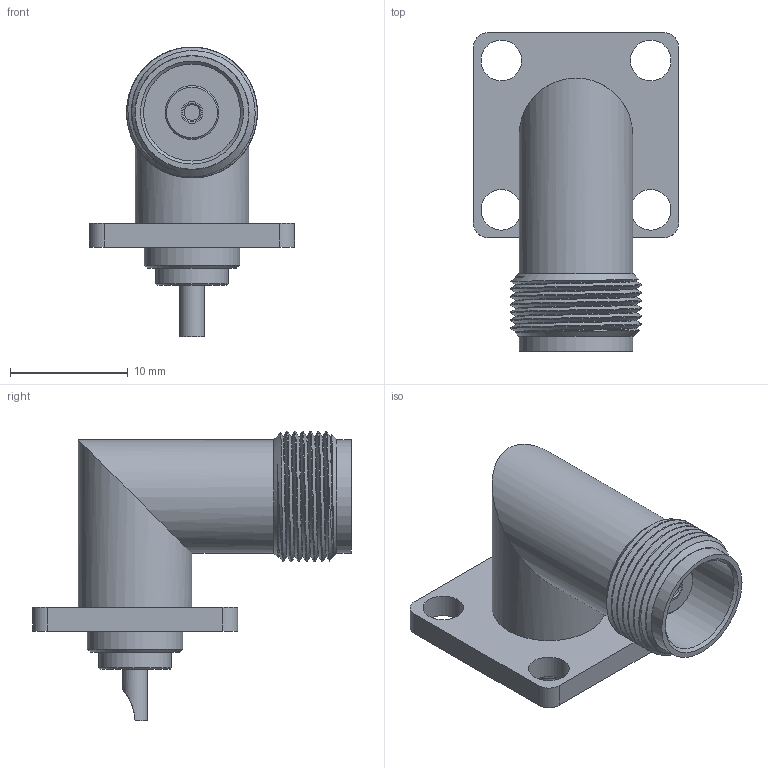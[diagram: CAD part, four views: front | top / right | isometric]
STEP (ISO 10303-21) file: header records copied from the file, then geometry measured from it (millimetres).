
FILE_DESCRIPTION (( 'STEP AP203' ), '1' );
FILE_NAME ('SC4237.step', '2020-04-06T21:02:33', ( '' ), ( '' ), 'SwSTEP 2.0', 'SolidWorks 2018', '' );
FILE_SCHEMA (( 'CONFIG_CONTROL_DESIGN' ));
Length unit declared in the file: inch
Products named in the file (1): SC4237
Bounding box: 17.45 x 27.13 x 24.64 mm (x, y, z)
Volume: 2318.5 mm3; surface area: 2396 mm2
Topology: 2 solids, 3 shells, 71 faces, 173 edges, 116 vertices
Faces by surface type: plane 31, cylinder 27, cone 10, bspline 3
Full cylindrical faces by diameter (mm): 1.346 x1, 1.575 x1, 1.854 x2, 2.108 x1, 3.454 x4, 4.572 x1, 6.198 x1, 8.128 x1, 8.255 x1, 9.069 x1, 9.652 x3
Entity records: 3473 total; most frequent: CARTESIAN_POINT 1944, DIRECTION 288, ORIENTED_EDGE 274, EDGE_CURVE 137, AXIS2_PLACEMENT_3D 127, EDGE_LOOP 112, VERTEX_POINT 103, FACE_OUTER_BOUND 88
